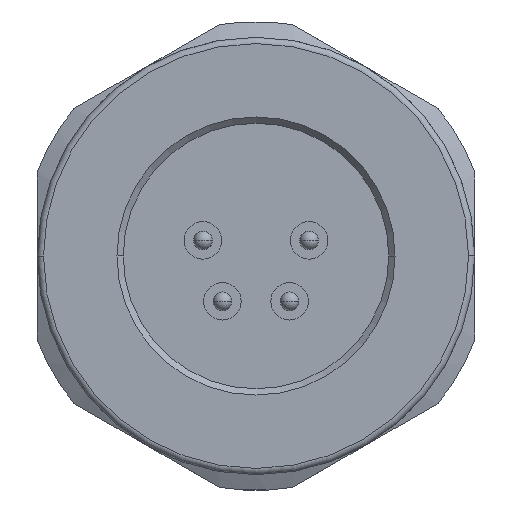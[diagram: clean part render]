
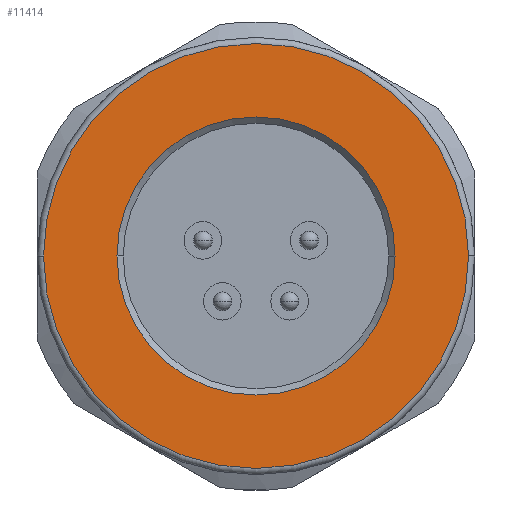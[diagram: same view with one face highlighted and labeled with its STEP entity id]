
A CAD part, front view. The second image highlights one B-rep face of the part: STEP entity #11414.
In plain terms, the highlighted planar face has unit normal (0, -1, 0).
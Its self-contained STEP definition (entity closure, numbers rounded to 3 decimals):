
#2687=CARTESIAN_POINT('',(0.,-7.25,0.));
#2688=DIRECTION('',(0.,-1.,0.));
#2689=DIRECTION('',(-1.,0.,0.));
#2690=AXIS2_PLACEMENT_3D('',#2687,#2688,#2689);
#2707=CARTESIAN_POINT('',(0.,-7.25,0.));
#2708=DIRECTION('',(0.,-1.,0.));
#2709=DIRECTION('',(1.,0.,0.));
#2710=AXIS2_PLACEMENT_3D('',#2707,#2708,#2709);
#2717=CARTESIAN_POINT('',(0.,-7.25,0.));
#2718=DIRECTION('',(0.,1.,0.));
#2719=DIRECTION('',(1.,0.,0.));
#2720=AXIS2_PLACEMENT_3D('',#2717,#2718,#2719);
#2722=CARTESIAN_POINT('',(0.,-7.25,0.));
#2723=DIRECTION('',(0.,1.,0.));
#2724=DIRECTION('',(-1.,0.,0.));
#2725=AXIS2_PLACEMENT_3D('',#2722,#2723,#2724);
#2736=CARTESIAN_POINT('',(0.,-7.25,0.));
#2737=DIRECTION('',(0.,1.,0.));
#2738=DIRECTION('',(1.,0.,0.));
#2739=AXIS2_PLACEMENT_3D('',#2736,#2737,#2738);
#2750=CARTESIAN_POINT('',(0.,-7.25,0.));
#2751=DIRECTION('',(0.,1.,0.));
#2752=DIRECTION('',(-1.,0.,0.));
#2753=AXIS2_PLACEMENT_3D('',#2750,#2751,#2752);
#7059=CARTESIAN_POINT('',(-6.8,-7.25,0.));
#7060=VERTEX_POINT('',#7059);
#7061=CARTESIAN_POINT('',(6.8,-7.25,0.));
#7062=CARTESIAN_POINT('',(-6.8,-7.25,-0.039));
#7063=VERTEX_POINT('',#7061);
#7064=VERTEX_POINT('',#7062);
#7065=CARTESIAN_POINT('',(6.8,-7.25,0.039));
#7066=VERTEX_POINT('',#7065);
#7375=CARTESIAN_POINT('',(-4.45,-7.25,0.));
#7376=VERTEX_POINT('',#7375);
#7377=CARTESIAN_POINT('',(4.45,-7.25,0.));
#7378=VERTEX_POINT('',#7377);
#11397=CARTESIAN_POINT('',(0.,-7.25,0.));
#11398=DIRECTION('',(0.,1.,0.));
#11399=DIRECTION('',(1.,0.,0.));
#11400=AXIS2_PLACEMENT_3D('',#11397,#11398,#11399);
#11401=PLANE('',#11400);
#11402=ORIENTED_EDGE('',*,*,#11374,.T.);
#11403=ORIENTED_EDGE('',*,*,#11372,.F.);
#11404=ORIENTED_EDGE('',*,*,#11391,.T.);
#11405=ORIENTED_EDGE('',*,*,#11389,.F.);
#11406=EDGE_LOOP('',(#11402,#11403,#11404,#11405));
#11407=FACE_OUTER_BOUND('',#11406,.F.);
#11409=ORIENTED_EDGE('',*,*,#11408,.F.);
#11411=ORIENTED_EDGE('',*,*,#11410,.F.);
#11412=EDGE_LOOP('',(#11409,#11411));
#11413=FACE_BOUND('',#11412,.F.);
#2691=CIRCLE('',#2690,6.8);
#2711=CIRCLE('',#2710,6.8);
#2721=CIRCLE('',#2720,6.8);
#2726=CIRCLE('',#2725,6.8);
#2740=CIRCLE('',#2739,4.45);
#2754=CIRCLE('',#2753,4.45);
#11372=EDGE_CURVE('',#7060,#7064,#2691,.T.);
#11374=EDGE_CURVE('',#7063,#7064,#2721,.T.);
#11389=EDGE_CURVE('',#7063,#7066,#2711,.T.);
#11391=EDGE_CURVE('',#7060,#7066,#2726,.T.);
#11408=EDGE_CURVE('',#7378,#7376,#2740,.T.);
#11410=EDGE_CURVE('',#7376,#7378,#2754,.T.);
#11414=ADVANCED_FACE('',(#11407,#11413),#11401,.F.);
